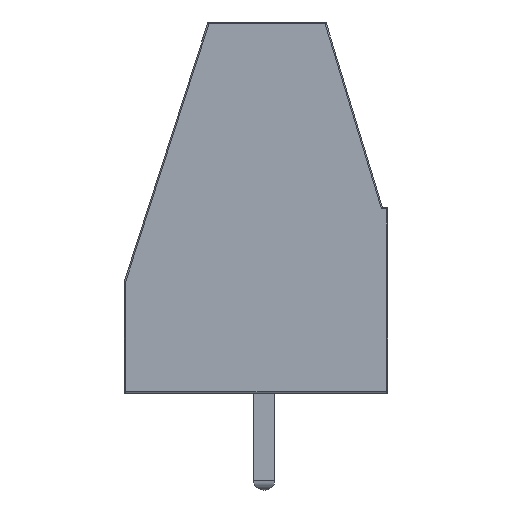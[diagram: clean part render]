
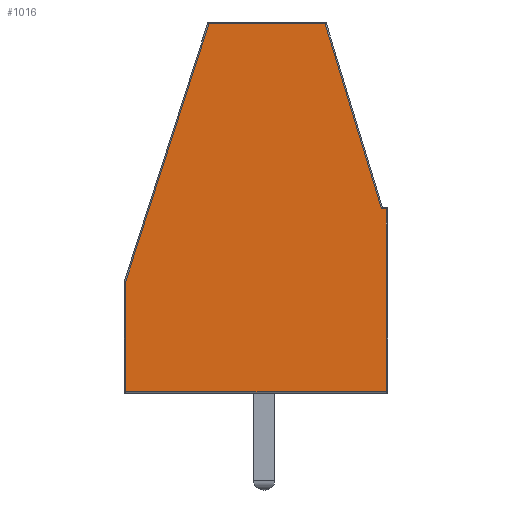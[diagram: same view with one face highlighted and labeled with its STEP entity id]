
A CAD part, left-side view. The second image highlights one B-rep face of the part: STEP entity #1016.
In plain terms, the highlighted planar face has unit normal (-1, 0, 0).
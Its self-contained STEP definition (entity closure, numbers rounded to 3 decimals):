
#167 = VERTEX_POINT('',#168);
#168 = CARTESIAN_POINT('',(-2.54,-2.263,13.85));
#183 = EDGE_CURVE('',#184,#167,#186,.T.);
#184 = VERTEX_POINT('',#185);
#185 = CARTESIAN_POINT('',(-2.54,-4.363,6.95));
#186 = LINE('',#187,#188);
#187 = CARTESIAN_POINT('',(-2.54,-4.352,6.985));
#188 = VECTOR('',#189,1.);
#189 = DIRECTION('',(0.,0.291,0.957));
#996 = VERTEX_POINT('',#997);
#997 = CARTESIAN_POINT('',(-2.54,-4.55,6.95));
#1006 = EDGE_CURVE('',#996,#184,#1007,.T.);
#1007 = LINE('',#1008,#1009);
#1008 = CARTESIAN_POINT('',(-2.54,-4.6,6.95));
#1009 = VECTOR('',#1010,1.);
#1010 = DIRECTION('',(0.,1.,0.));
#1016 = ADVANCED_FACE('',(#1017),#1059,.T.);
#1017 = FACE_BOUND('',#1018,.T.);
#1018 = EDGE_LOOP('',(#1019,#1029,#1037,#1045,#1051,#1052,#1053));
#1019 = ORIENTED_EDGE('',*,*,#1020,.T.);
#1020 = EDGE_CURVE('',#1021,#1023,#1025,.T.);
#1021 = VERTEX_POINT('',#1022);
#1022 = CARTESIAN_POINT('',(-2.54,2.044,13.85));
#1023 = VERTEX_POINT('',#1024);
#1024 = CARTESIAN_POINT('',(-2.54,5.15,4.232));
#1025 = LINE('',#1026,#1027);
#1026 = CARTESIAN_POINT('',(-2.54,2.032,13.885));
#1027 = VECTOR('',#1028,1.);
#1028 = DIRECTION('',(0.,0.307,-0.952));
#1029 = ORIENTED_EDGE('',*,*,#1030,.T.);
#1030 = EDGE_CURVE('',#1023,#1031,#1033,.T.);
#1031 = VERTEX_POINT('',#1032);
#1032 = CARTESIAN_POINT('',(-2.54,5.15,0.15));
#1033 = LINE('',#1034,#1035);
#1034 = CARTESIAN_POINT('',(-2.54,5.15,4.24));
#1035 = VECTOR('',#1036,1.);
#1036 = DIRECTION('',(0.,0.,-1.));
#1037 = ORIENTED_EDGE('',*,*,#1038,.T.);
#1038 = EDGE_CURVE('',#1031,#1039,#1041,.T.);
#1039 = VERTEX_POINT('',#1040);
#1040 = CARTESIAN_POINT('',(-2.54,-4.55,0.15));
#1041 = LINE('',#1042,#1043);
#1042 = CARTESIAN_POINT('',(-2.54,5.2,0.15));
#1043 = VECTOR('',#1044,1.);
#1044 = DIRECTION('',(0.,-1.,0.));
#1045 = ORIENTED_EDGE('',*,*,#1046,.T.);
#1046 = EDGE_CURVE('',#1039,#996,#1047,.T.);
#1047 = LINE('',#1048,#1049);
#1048 = CARTESIAN_POINT('',(-2.54,-4.55,0.1));
#1049 = VECTOR('',#1050,1.);
#1050 = DIRECTION('',(0.,0.,1.));
#1051 = ORIENTED_EDGE('',*,*,#1006,.T.);
#1052 = ORIENTED_EDGE('',*,*,#183,.T.);
#1053 = ORIENTED_EDGE('',*,*,#1054,.T.);
#1054 = EDGE_CURVE('',#167,#1021,#1055,.T.);
#1055 = LINE('',#1056,#1057);
#1056 = CARTESIAN_POINT('',(-2.54,-2.3,13.85));
#1057 = VECTOR('',#1058,1.);
#1058 = DIRECTION('',(0.,1.,0.));
#1059 = PLANE('',#1060);
#1060 = AXIS2_PLACEMENT_3D('',#1061,#1062,#1063);
#1061 = CARTESIAN_POINT('',(-2.54,0.097,6.175));
#1062 = DIRECTION('',(-1.,0.,0.));
#1063 = DIRECTION('',(0.,0.,-1.));
